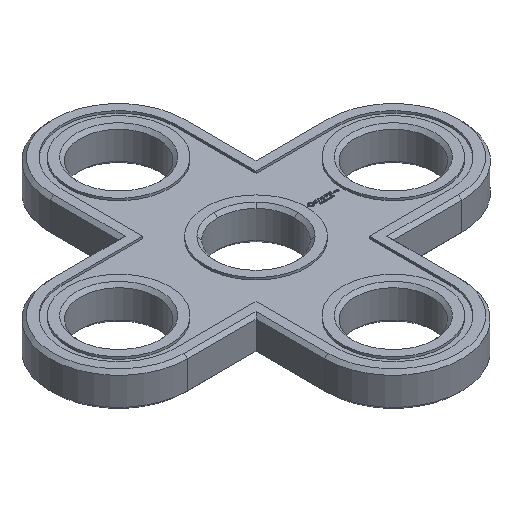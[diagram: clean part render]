
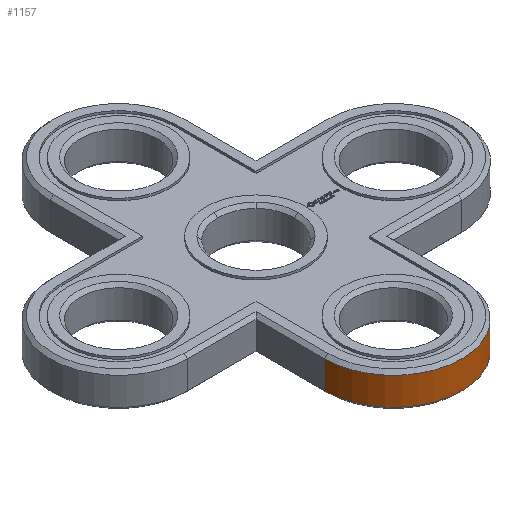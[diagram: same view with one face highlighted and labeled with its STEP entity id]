
A CAD part, isometric view. The second image highlights one B-rep face of the part: STEP entity #1157.
In plain terms, the highlighted cylindrical face has radius 6.25 mm (diameter 12.5 mm), a partial arc.
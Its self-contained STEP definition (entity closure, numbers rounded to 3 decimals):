
#85 = VERTEX_POINT('',#86);
#86 = CARTESIAN_POINT('',(-6.25,-12.5,0.3));
#100 = CONICAL_SURFACE('',#101,6.25,0.785);
#101 = AXIS2_PLACEMENT_3D('',#102,#103,#104);
#102 = CARTESIAN_POINT('',(0.,-12.5,0.3));
#103 = DIRECTION('',(0.,0.,1.));
#104 = DIRECTION('',(-1.,0.,0.));
#126 = PLANE('',#127);
#127 = AXIS2_PLACEMENT_3D('',#128,#129,#130);
#128 = CARTESIAN_POINT('',(-6.25,0.,0.));
#129 = DIRECTION('',(1.,0.,0.));
#130 = DIRECTION('',(0.,-1.,0.));
#247 = VERTEX_POINT('',#248);
#248 = CARTESIAN_POINT('',(-6.25,-12.5,2.825));
#274 = EDGE_CURVE('',#85,#247,#275,.T.);
#275 = SURFACE_CURVE('',#276,(#280,#287),.PCURVE_S1.);
#276 = LINE('',#277,#278);
#277 = CARTESIAN_POINT('',(-6.25,-12.5,0.));
#278 = VECTOR('',#279,1.);
#279 = DIRECTION('',(0.,0.,1.));
#280 = PCURVE('',#126,#281);
#281 = DEFINITIONAL_REPRESENTATION('',(#282),#286);
#282 = LINE('',#283,#284);
#283 = CARTESIAN_POINT('',(12.5,0.));
#284 = VECTOR('',#285,1.);
#285 = DIRECTION('',(0.,-1.));
#286 = ( GEOMETRIC_REPRESENTATION_CONTEXT(2) 
PARAMETRIC_REPRESENTATION_CONTEXT() REPRESENTATION_CONTEXT('2D SPACE',''
  ) );
#287 = PCURVE('',#288,#293);
#288 = CYLINDRICAL_SURFACE('',#289,6.25);
#289 = AXIS2_PLACEMENT_3D('',#290,#291,#292);
#290 = CARTESIAN_POINT('',(0.,-12.5,0.));
#291 = DIRECTION('',(0.,0.,-1.));
#292 = DIRECTION('',(0.,-1.,0.));
#293 = DEFINITIONAL_REPRESENTATION('',(#294),#298);
#294 = LINE('',#295,#296);
#295 = CARTESIAN_POINT('',(-4.712,0.));
#296 = VECTOR('',#297,1.);
#297 = DIRECTION('',(-0.,-1.));
#298 = ( GEOMETRIC_REPRESENTATION_CONTEXT(2) 
PARAMETRIC_REPRESENTATION_CONTEXT() REPRESENTATION_CONTEXT('2D SPACE',''
  ) );
#333 = VERTEX_POINT('',#334);
#334 = CARTESIAN_POINT('',(6.25,-12.5,0.3));
#360 = EDGE_CURVE('',#85,#333,#361,.T.);
#361 = SURFACE_CURVE('',#362,(#367,#374),.PCURVE_S1.);
#362 = CIRCLE('',#363,6.25);
#363 = AXIS2_PLACEMENT_3D('',#364,#365,#366);
#364 = CARTESIAN_POINT('',(0.,-12.5,0.3));
#365 = DIRECTION('',(0.,0.,1.));
#366 = DIRECTION('',(-1.,0.,0.));
#367 = PCURVE('',#100,#368);
#368 = DEFINITIONAL_REPRESENTATION('',(#369),#373);
#369 = LINE('',#370,#371);
#370 = CARTESIAN_POINT('',(0.,0.));
#371 = VECTOR('',#372,1.);
#372 = DIRECTION('',(1.,0.));
#373 = ( GEOMETRIC_REPRESENTATION_CONTEXT(2) 
PARAMETRIC_REPRESENTATION_CONTEXT() REPRESENTATION_CONTEXT('2D SPACE',''
  ) );
#374 = PCURVE('',#288,#375);
#375 = DEFINITIONAL_REPRESENTATION('',(#376),#380);
#376 = LINE('',#377,#378);
#377 = CARTESIAN_POINT('',(-4.712,-0.3));
#378 = VECTOR('',#379,1.);
#379 = DIRECTION('',(-1.,0.));
#380 = ( GEOMETRIC_REPRESENTATION_CONTEXT(2) 
PARAMETRIC_REPRESENTATION_CONTEXT() REPRESENTATION_CONTEXT('2D SPACE',''
  ) );
#1157 = ADVANCED_FACE('',(#1158),#288,.T.);
#1158 = FACE_BOUND('',#1159,.F.);
#1159 = EDGE_LOOP('',(#1160,#1161,#1190,#1216));
#1160 = ORIENTED_EDGE('',*,*,#274,.T.);
#1161 = ORIENTED_EDGE('',*,*,#1162,.T.);
#1162 = EDGE_CURVE('',#247,#1163,#1165,.T.);
#1163 = VERTEX_POINT('',#1164);
#1164 = CARTESIAN_POINT('',(6.25,-12.5,2.825));
#1165 = SURFACE_CURVE('',#1166,(#1171,#1178),.PCURVE_S1.);
#1166 = CIRCLE('',#1167,6.25);
#1167 = AXIS2_PLACEMENT_3D('',#1168,#1169,#1170);
#1168 = CARTESIAN_POINT('',(0.,-12.5,2.825));
#1169 = DIRECTION('',(0.,0.,1.));
#1170 = DIRECTION('',(-1.,0.,0.));
#1171 = PCURVE('',#288,#1172);
#1172 = DEFINITIONAL_REPRESENTATION('',(#1173),#1177);
#1173 = LINE('',#1174,#1175);
#1174 = CARTESIAN_POINT('',(-4.712,-2.825));
#1175 = VECTOR('',#1176,1.);
#1176 = DIRECTION('',(-1.,0.));
#1177 = ( GEOMETRIC_REPRESENTATION_CONTEXT(2) 
PARAMETRIC_REPRESENTATION_CONTEXT() REPRESENTATION_CONTEXT('2D SPACE',''
  ) );
#1178 = PCURVE('',#1179,#1184);
#1179 = CONICAL_SURFACE('',#1180,6.25,0.785);
#1180 = AXIS2_PLACEMENT_3D('',#1181,#1182,#1183);
#1181 = CARTESIAN_POINT('',(0.,-12.5,2.825));
#1182 = DIRECTION('',(0.,0.,-1.));
#1183 = DIRECTION('',(-1.,0.,0.));
#1184 = DEFINITIONAL_REPRESENTATION('',(#1185),#1189);
#1185 = LINE('',#1186,#1187);
#1186 = CARTESIAN_POINT('',(-0.,-0.));
#1187 = VECTOR('',#1188,1.);
#1188 = DIRECTION('',(-1.,-0.));
#1189 = ( GEOMETRIC_REPRESENTATION_CONTEXT(2) 
PARAMETRIC_REPRESENTATION_CONTEXT() REPRESENTATION_CONTEXT('2D SPACE',''
  ) );
#1190 = ORIENTED_EDGE('',*,*,#1191,.F.);
#1191 = EDGE_CURVE('',#333,#1163,#1192,.T.);
#1192 = SURFACE_CURVE('',#1193,(#1197,#1204),.PCURVE_S1.);
#1193 = LINE('',#1194,#1195);
#1194 = CARTESIAN_POINT('',(6.25,-12.5,0.));
#1195 = VECTOR('',#1196,1.);
#1196 = DIRECTION('',(0.,0.,1.));
#1197 = PCURVE('',#288,#1198);
#1198 = DEFINITIONAL_REPRESENTATION('',(#1199),#1203);
#1199 = LINE('',#1200,#1201);
#1200 = CARTESIAN_POINT('',(-7.854,0.));
#1201 = VECTOR('',#1202,1.);
#1202 = DIRECTION('',(-0.,-1.));
#1203 = ( GEOMETRIC_REPRESENTATION_CONTEXT(2) 
PARAMETRIC_REPRESENTATION_CONTEXT() REPRESENTATION_CONTEXT('2D SPACE',''
  ) );
#1204 = PCURVE('',#1205,#1210);
#1205 = PLANE('',#1206);
#1206 = AXIS2_PLACEMENT_3D('',#1207,#1208,#1209);
#1207 = CARTESIAN_POINT('',(6.25,0.,0.));
#1208 = DIRECTION('',(1.,0.,0.));
#1209 = DIRECTION('',(0.,-1.,0.));
#1210 = DEFINITIONAL_REPRESENTATION('',(#1211),#1215);
#1211 = LINE('',#1212,#1213);
#1212 = CARTESIAN_POINT('',(12.5,0.));
#1213 = VECTOR('',#1214,1.);
#1214 = DIRECTION('',(0.,-1.));
#1215 = ( GEOMETRIC_REPRESENTATION_CONTEXT(2) 
PARAMETRIC_REPRESENTATION_CONTEXT() REPRESENTATION_CONTEXT('2D SPACE',''
  ) );
#1216 = ORIENTED_EDGE('',*,*,#360,.F.);
